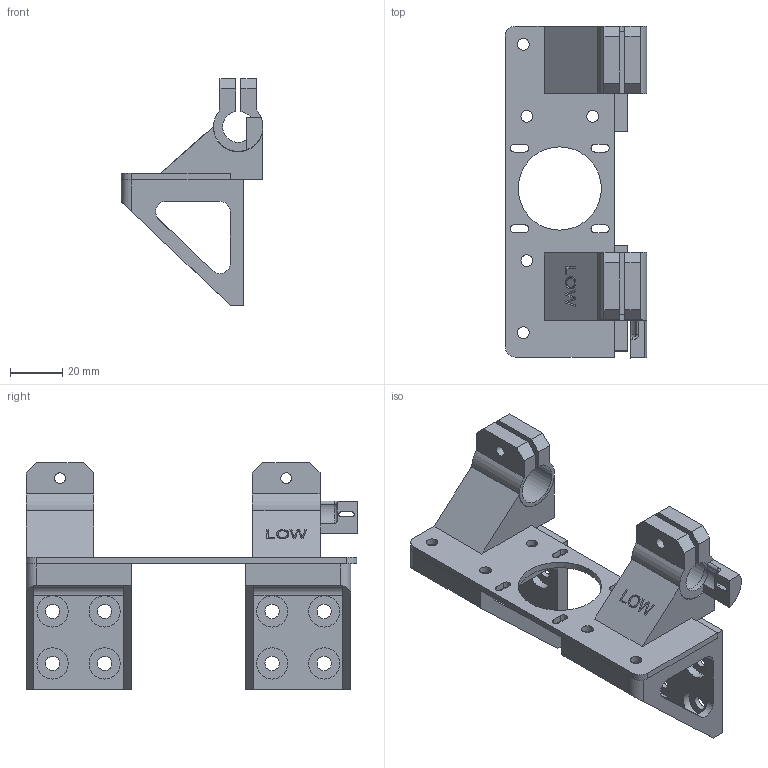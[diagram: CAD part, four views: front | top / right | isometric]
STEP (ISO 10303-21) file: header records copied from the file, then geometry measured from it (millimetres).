
FILE_DESCRIPTION(/* description */ (''),/* implementation_level */ '2;1');
FILE_NAME(/* name */ 'low_mount.step',/* time_stamp */ '2021-02-08T09:32:49-05:00',/* author */ (''),/* organization */ (''),/* preprocessor_version */ 'ST-DEVELOPER v18.1',/* originating_system */ 'Autodesk Translation Framework v9.7.1.1290',/* authorisation */ '');
FILE_SCHEMA (('AUTOMOTIVE_DESIGN { 1 0 10303 214 3 1 1 }'));
Length unit declared in the file: millimetre
Products named in the file (1): low_mount
Bounding box: 54.5 x 127.58 x 87.22 mm (x, y, z)
Volume: 89654 mm3; surface area: 47015.8 mm2
Topology: 6 solids, 6 shells, 268 faces, 719 edges, 474 vertices
Faces by surface type: plane 173, cylinder 67, bspline 27, torus 1
Full cylindrical faces by diameter (mm): 4.2 x4, 4.5 x12, 5.5 x8, 12 x8, 32 x1
Entity records: 8801 total; most frequent: CARTESIAN_POINT 1984, ORIENTED_EDGE 1438, DIRECTION 1285, EDGE_CURVE 719, LINE 523, VECTOR 523, VERTEX_POINT 474, AXIS2_PLACEMENT_3D 381
